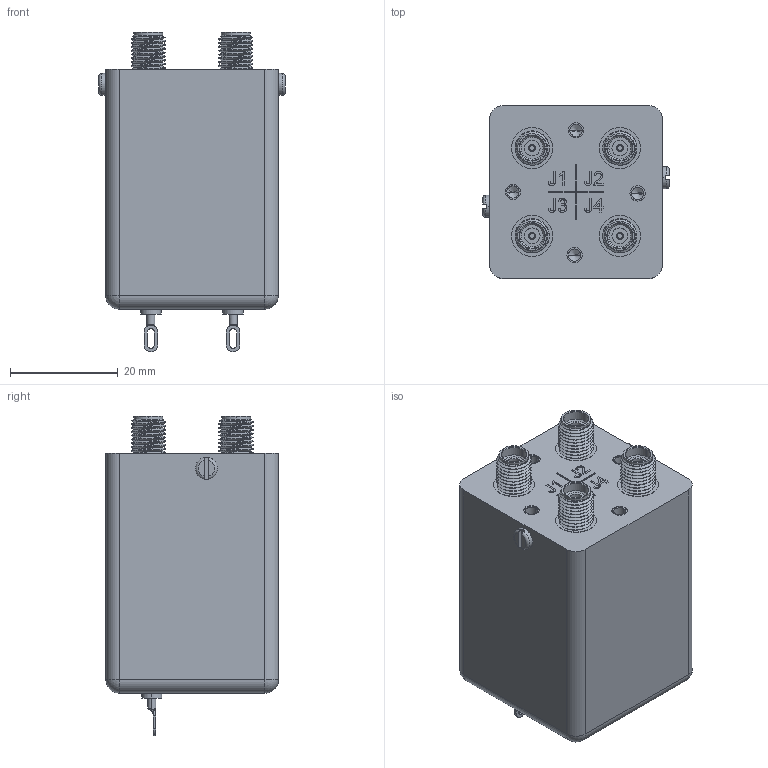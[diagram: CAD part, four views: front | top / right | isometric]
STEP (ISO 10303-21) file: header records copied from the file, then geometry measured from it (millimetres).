
FILE_DESCRIPTION (( 'STEP AP214' ), '1' );
FILE_NAME ('FMSW6450.step', '2021-02-25T21:29:48', ( '' ), ( '' ), 'SwSTEP 2.0', 'SolidWorks 2018', '' );
FILE_SCHEMA (( 'AUTOMOTIVE_DESIGN' ));
Length unit declared in the file: inch
Products named in the file (1): FMSW6450
Bounding box: 34.54 x 32.08 x 59.18 mm (x, y, z)
Volume: 45623.7 mm3; surface area: 8892.2 mm2
Topology: 1 solids, 1 shells, 730 faces, 1943 edges, 1268 vertices
Faces by surface type: plane 366, cylinder 178, bspline 130, cone 48, sphere 4, torus 4
Entity records: 32449 total; most frequent: CARTESIAN_POINT 15508, ORIENTED_EDGE 3854, DIRECTION 2963, EDGE_CURVE 1927, VERTEX_POINT 1268, LINE 1165, VECTOR 1165, AXIS2_PLACEMENT_3D 899
